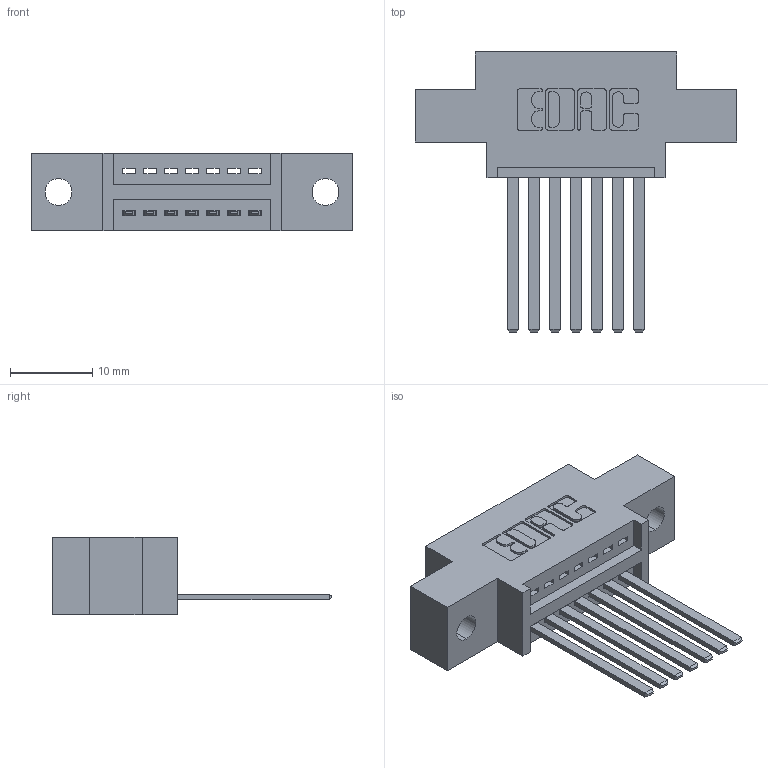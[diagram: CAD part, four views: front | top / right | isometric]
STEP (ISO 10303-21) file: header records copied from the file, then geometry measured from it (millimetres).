
FILE_DESCRIPTION (( 'STEP AP203' ), '1' );
FILE_NAME ('345-007-544-602.STEP', '2019-10-03T17:53:52', ( '' ), ( '' ), 'SwSTEP 2.0', 'SolidWorks 2016', '' );
FILE_SCHEMA (( 'CONFIG_CONTROL_DESIGN' ));
Length unit declared in the file: inch
Products named in the file (3): 345 Part_0.170 Offset - 0.128 Dia; 345-007-544-602; 345-292-001_345-293-144
Assembly tree (8 placements, depth 2):
  345-007-544-602
    345 Part_0.170 Offset - 0.128 Dia
    345-292-001_345-293-144  x7
Bounding box: 38.99 x 33.96 x 9.4 mm (x, y, z)
Volume: 3347.5 mm3; surface area: 4071.3 mm2
Topology: 8 solids, 8 shells, 494 faces, 1459 edges, 962 vertices
Faces by surface type: plane 336, cylinder 158
Entity records: 9931 total; most frequent: CARTESIAN_POINT 1729, ORIENTED_EDGE 1670, DIRECTION 1557, EDGE_CURVE 835, VECTOR 679, LINE 679, VERTEX_POINT 554, AXIS2_PLACEMENT_3D 439
